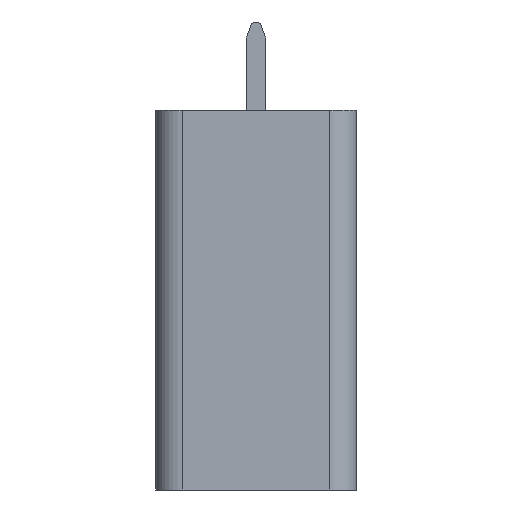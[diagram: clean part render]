
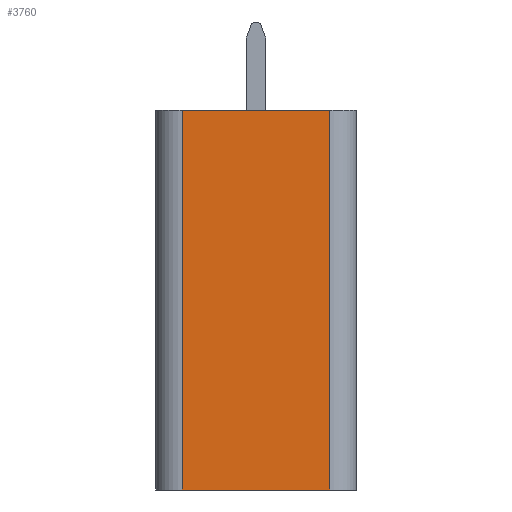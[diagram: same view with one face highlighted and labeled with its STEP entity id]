
A CAD part, left-side view. The second image highlights one B-rep face of the part: STEP entity #3760.
In plain terms, the highlighted planar face has unit normal (-1, 0, 0).
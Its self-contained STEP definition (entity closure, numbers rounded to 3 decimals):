
#3240=CARTESIAN_POINT('',(-15.922,32.385,14.2));
#3250=VERTEX_POINT('',#3240);
#3280=CARTESIAN_POINT('',(-15.922,32.385,0.));
#3290=DIRECTION('',(0.,0.,1.));
#3300=VECTOR('',#3290,1.);
#3310=LINE('',#3280,#3300);
#3320=CARTESIAN_POINT('',(-15.922,32.385,0.));
#3330=VERTEX_POINT('',#3320);
#3340=EDGE_CURVE('',#3330,#3250,#3310,.T.);
#3460=CARTESIAN_POINT('',(-15.922,26.885,0.));
#3470=DIRECTION('',(-1.,0.,0.));
#3480=DIRECTION('',(0.,1.,0.));
#3490=AXIS2_PLACEMENT_3D('',#3460,#3470,#3480);
#3500=PLANE('',#3490);
#3510=ORIENTED_EDGE('',*,*,#3340,.F.);
#3520=CARTESIAN_POINT('',(-15.922,0.,14.2));
#3530=DIRECTION('',(0.,1.,0.));
#3540=VECTOR('',#3530,1.);
#3550=LINE('',#3520,#3540);
#3560=CARTESIAN_POINT('',(-15.922,26.885,14.2));
#3570=VERTEX_POINT('',#3560);
#3580=EDGE_CURVE('',#3570,#3250,#3550,.T.);
#3590=ORIENTED_EDGE('',*,*,#3580,.T.);
#3600=CARTESIAN_POINT('',(-15.922,26.885,0.));
#3610=DIRECTION('',(0.,0.,1.));
#3620=VECTOR('',#3610,1.);
#3630=LINE('',#3600,#3620);
#3640=CARTESIAN_POINT('',(-15.922,26.885,0.));
#3650=VERTEX_POINT('',#3640);
#3660=EDGE_CURVE('',#3650,#3570,#3630,.T.);
#3670=ORIENTED_EDGE('',*,*,#3660,.T.);
#3680=CARTESIAN_POINT('',(-15.922,0.,0.));
#3690=DIRECTION('',(0.,1.,0.));
#3700=VECTOR('',#3690,1.);
#3710=LINE('',#3680,#3700);
#3720=EDGE_CURVE('',#3650,#3330,#3710,.T.);
#3730=ORIENTED_EDGE('',*,*,#3720,.F.);
#3740=EDGE_LOOP('',(#3730,#3670,#3590,#3510));
#3750=FACE_OUTER_BOUND('',#3740,.T.);
#3760=ADVANCED_FACE('',(#3750),#3500,.T.);
